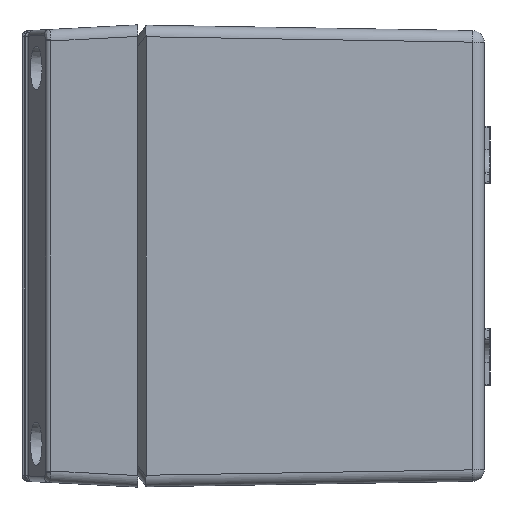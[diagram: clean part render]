
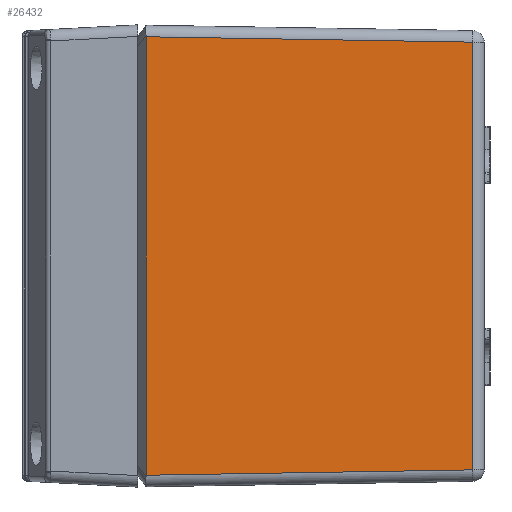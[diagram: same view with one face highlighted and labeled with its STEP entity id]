
A CAD part, left-side view. The second image highlights one B-rep face of the part: STEP entity #26432.
In plain terms, the highlighted planar face has unit normal (-1, -0.016, 0).
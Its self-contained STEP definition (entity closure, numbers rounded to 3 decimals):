
#21622 = DIRECTION ( 'NONE',  ( 0.016, -1., 0. ) ) ;
#21632 = AXIS2_PLACEMENT_3D ( 'NONE', #21673, #21672, #21622 ) ;
#21641 = PLANE ( 'NONE',  #21632 ) ;
#21670 = FACE_OUTER_BOUND ( 'NONE', #26445, .T. ) ;
#21672 = DIRECTION ( 'NONE',  ( -1., -0.016, 0. ) ) ;
#21673 = CARTESIAN_POINT ( 'NONE',  ( -40., 0., -40. ) ) ;
#21686 = CARTESIAN_POINT ( 'NONE',  ( -39.015, -60.033, -37.015 ) ) ;
#21747 = LINE ( 'NONE', #21859, #21857 ) ;
#21761 = CARTESIAN_POINT ( 'NONE',  ( -39.943, -3.5, -39.967 ) ) ;
#21762 = LINE ( 'NONE', #21761, #21874 ) ;
#21766 = CARTESIAN_POINT ( 'NONE',  ( -39.943, -3.5, -37.943 ) ) ;
#21771 = CARTESIAN_POINT ( 'NONE',  ( -39.943, -3.5, 37.943 ) ) ;
#21782 = DIRECTION ( 'NONE',  ( 0.016, -1., 0.016 ) ) ;
#21784 = VECTOR ( 'NONE', #21782, 1000. ) ;
#21785 = CARTESIAN_POINT ( 'NONE',  ( -40.001, 0.033, -38.001 ) ) ;
#21787 = LINE ( 'NONE', #21785, #21784 ) ;
#21788 = CARTESIAN_POINT ( 'NONE',  ( -39.015, -60.033, 37.015 ) ) ;
#21856 = DIRECTION ( 'NONE',  ( 0., 0., 1. ) ) ;
#21857 = VECTOR ( 'NONE', #21856, 1000. ) ;
#21859 = CARTESIAN_POINT ( 'NONE',  ( -39.015, -60.033, 38.983 ) ) ;
#21861 = DIRECTION ( 'NONE',  ( -0.016, 1., 0.016 ) ) ;
#21862 = VECTOR ( 'NONE', #21861, 1000. ) ;
#21863 = CARTESIAN_POINT ( 'NONE',  ( -39.979, -1.279, 37.979 ) ) ;
#21864 = LINE ( 'NONE', #21863, #21862 ) ;
#21872 = DIRECTION ( 'NONE',  ( 0., 0., -1. ) ) ;
#21874 = VECTOR ( 'NONE', #21872, 1000. ) ;
#26410 = ORIENTED_EDGE ( 'NONE', *, *, #26486, .T. ) ;
#26432 = ADVANCED_FACE ( 'NONE', ( #21670 ), #21641, .T. ) ;
#26445 = EDGE_LOOP ( 'NONE', ( #26410, #26483, #26458, #26480 ) ) ;
#26458 = ORIENTED_EDGE ( 'NONE', *, *, #26482, .T. ) ;
#26460 = EDGE_CURVE ( 'NONE', #26479, #26461, #21787, .T. ) ;
#26461 = VERTEX_POINT ( 'NONE', #21686 ) ;
#26462 = VERTEX_POINT ( 'NONE', #21788 ) ;
#26479 = VERTEX_POINT ( 'NONE', #21766 ) ;
#26480 = ORIENTED_EDGE ( 'NONE', *, *, #26460, .T. ) ;
#26482 = EDGE_CURVE ( 'NONE', #26485, #26479, #21762, .T. ) ;
#26483 = ORIENTED_EDGE ( 'NONE', *, *, #26484, .T. ) ;
#26484 = EDGE_CURVE ( 'NONE', #26462, #26485, #21864, .T. ) ;
#26485 = VERTEX_POINT ( 'NONE', #21771 ) ;
#26486 = EDGE_CURVE ( 'NONE', #26461, #26462, #21747, .T. ) ;
